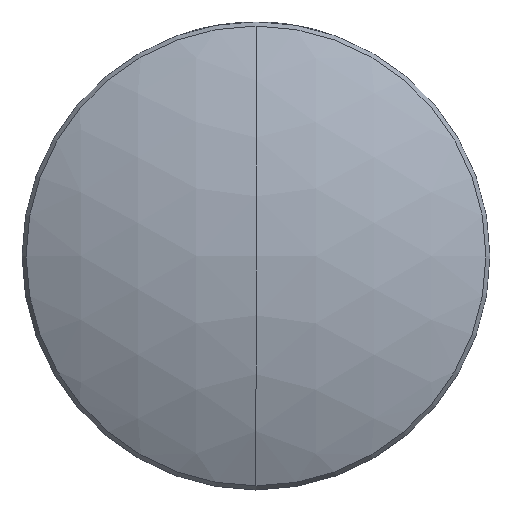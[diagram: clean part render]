
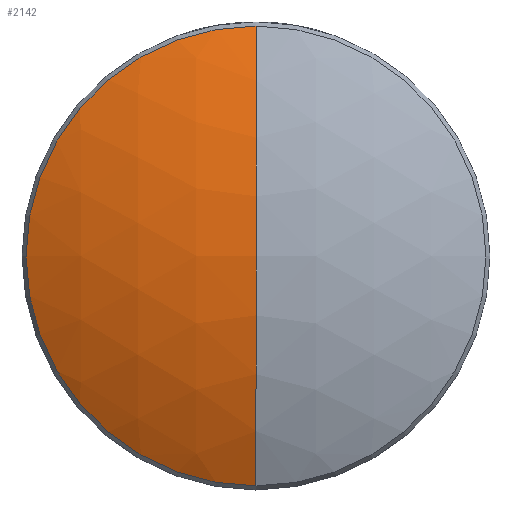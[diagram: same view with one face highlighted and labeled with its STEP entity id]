
A CAD part, top view. The second image highlights one B-rep face of the part: STEP entity #2142.
In plain terms, the highlighted spherical face has radius 27.508 mm.
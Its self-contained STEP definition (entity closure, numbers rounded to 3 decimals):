
#206 = AXIS2_PLACEMENT_3D ( 'NONE', #1059, #1813, #2199 ) ;
#269 = DIRECTION ( 'NONE',  ( 0., -1., 0. ) ) ;
#372 = DIRECTION ( 'NONE',  ( 0., 0., 1. ) ) ;
#393 = VERTEX_POINT ( 'NONE', #1719 ) ;
#406 = DIRECTION ( 'NONE',  ( -1., 0., 0. ) ) ;
#446 = AXIS2_PLACEMENT_3D ( 'NONE', #1206, #406, #269 ) ;
#473 = EDGE_LOOP ( 'NONE', ( #1775, #2350, #1016, #1548 ) ) ;
#710 = CARTESIAN_POINT ( 'NONE',  ( 9.305, 12.181, -4.634 ) ) ;
#727 = CIRCLE ( 'NONE', #1911, 12.479 ) ;
#736 = DIRECTION ( 'NONE',  ( 1., 0., 0. ) ) ;
#759 = CARTESIAN_POINT ( 'NONE',  ( -3.174, 12.181, 19.881 ) ) ;
#836 = FACE_OUTER_BOUND ( 'NONE', #473, .T. ) ;
#843 = EDGE_CURVE ( 'NONE', #875, #1951, #727, .T. ) ;
#849 = CIRCLE ( 'NONE', #1167, 27.508 ) ;
#875 = VERTEX_POINT ( 'NONE', #759 ) ;
#1016 = ORIENTED_EDGE ( 'NONE', *, *, #1184, .T. ) ;
#1059 = CARTESIAN_POINT ( 'NONE',  ( 9.305, 12.181, -4.634 ) ) ;
#1093 = CARTESIAN_POINT ( 'NONE',  ( 9.305, 12.181, 19.881 ) ) ;
#1167 = AXIS2_PLACEMENT_3D ( 'NONE', #710, #736, #1270 ) ;
#1184 = EDGE_CURVE ( 'NONE', #1951, #1311, #1283, .T. ) ;
#1206 = CARTESIAN_POINT ( 'NONE',  ( 9.305, 12.181, -4.634 ) ) ;
#1270 = DIRECTION ( 'NONE',  ( 0., 0., -1. ) ) ;
#1283 = CIRCLE ( 'NONE', #446, 27.508 ) ;
#1285 = DIRECTION ( 'NONE',  ( -1., 0., 0. ) ) ;
#1286 = AXIS2_PLACEMENT_3D ( 'NONE', #1467, #2204, #1285 ) ;
#1311 = VERTEX_POINT ( 'NONE', #2143 ) ;
#1378 = EDGE_CURVE ( 'NONE', #393, #875, #1474, .T. ) ;
#1467 = CARTESIAN_POINT ( 'NONE',  ( 9.305, 12.181, 19.881 ) ) ;
#1474 = CIRCLE ( 'NONE', #1286, 12.479 ) ;
#1548 = ORIENTED_EDGE ( 'NONE', *, *, #1573, .F. ) ;
#1573 = EDGE_CURVE ( 'NONE', #393, #1311, #849, .T. ) ;
#1645 = CARTESIAN_POINT ( 'NONE',  ( 9.305, -0.298, 19.881 ) ) ;
#1684 = DIRECTION ( 'NONE',  ( -1., 0., 0. ) ) ;
#1719 = CARTESIAN_POINT ( 'NONE',  ( 9.305, 24.66, 19.881 ) ) ;
#1775 = ORIENTED_EDGE ( 'NONE', *, *, #1378, .T. ) ;
#1813 = DIRECTION ( 'NONE',  ( -1., 0., 0. ) ) ;
#1911 = AXIS2_PLACEMENT_3D ( 'NONE', #1093, #372, #1684 ) ;
#1951 = VERTEX_POINT ( 'NONE', #1645 ) ;
#2142 = ADVANCED_FACE ( 'NONE', ( #836 ), #2173, .T. ) ;
#2143 = CARTESIAN_POINT ( 'NONE',  ( 9.305, 12.181, 22.874 ) ) ;
#2173 = SPHERICAL_SURFACE ( 'NONE', #206, 27.508 ) ;
#2199 = DIRECTION ( 'NONE',  ( 0., 1., 0. ) ) ;
#2204 = DIRECTION ( 'NONE',  ( 0., 0., 1. ) ) ;
#2350 = ORIENTED_EDGE ( 'NONE', *, *, #843, .T. ) ;
